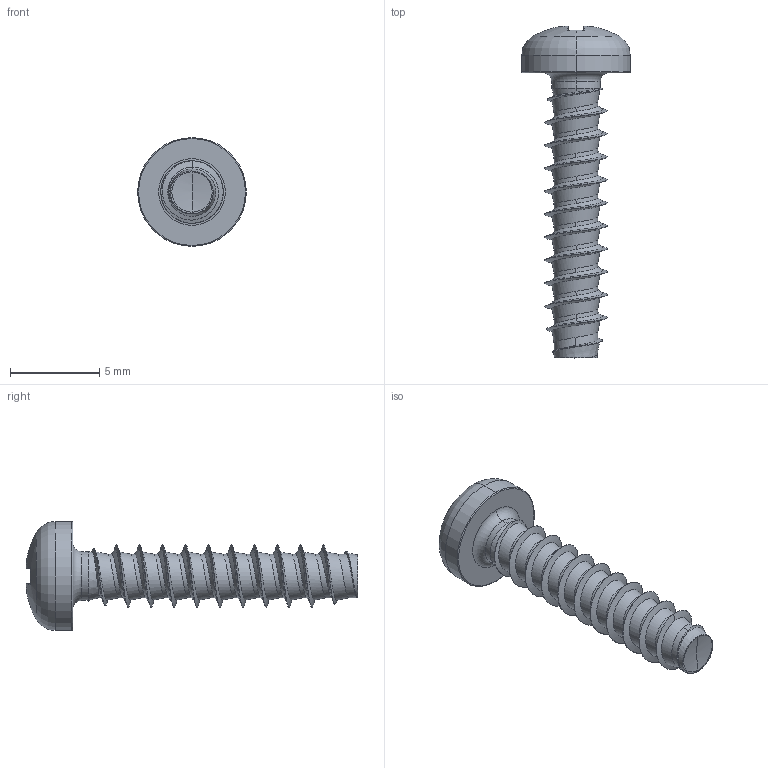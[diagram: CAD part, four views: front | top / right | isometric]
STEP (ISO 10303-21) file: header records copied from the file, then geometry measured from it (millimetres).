
FILE_DESCRIPTION (( 'STEP AP203' ), '1' );
FILE_NAME ('STP220350160.STEP', '2017-08-15T02:55:33', ( '' ), ( '' ), 'SwSTEP 2.0', 'SolidWorks 2015', '' );
FILE_SCHEMA (( 'CONFIG_CONTROL_DESIGN' ));
Length unit declared in the file: millimetre
Products named in the file (1): STP220350160
Bounding box: 6.1 x 18.63 x 6.1 mm (x, y, z)
Volume: 145.1 mm3; surface area: 302 mm2
Topology: 1 solids, 1 shells, 200 faces, 485 edges, 287 vertices
Faces by surface type: bspline 55, cylinder 50, torus 36, plane 30, sphere 20, cone 9
Entity records: 23493 total; most frequent: CARTESIAN_POINT 19283, ORIENTED_EDGE 966, DIRECTION 767, EDGE_CURVE 483, AXIS2_PLACEMENT_3D 336, VERTEX_POINT 287, EDGE_LOOP 202, FACE_OUTER_BOUND 200
